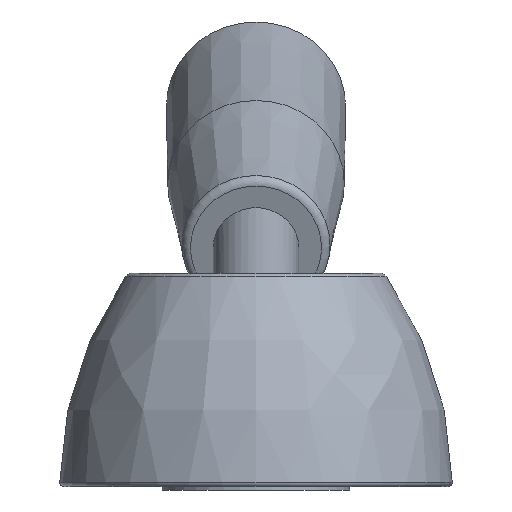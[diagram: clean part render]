
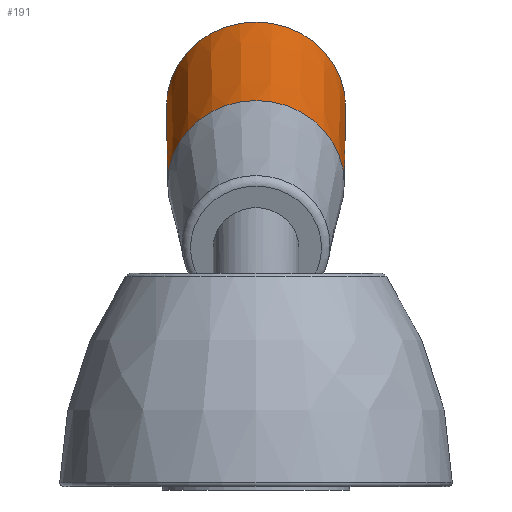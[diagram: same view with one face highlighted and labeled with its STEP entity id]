
A CAD part, front view. The second image highlights one B-rep face of the part: STEP entity #191.
In plain terms, the highlighted conical face has half-angle 0.307 degrees and reference radius 10.35 mm.
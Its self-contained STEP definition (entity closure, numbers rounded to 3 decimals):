
#191 = ADVANCED_FACE( '', ( #437, #438 ), #439, .T. );
#437 = FACE_OUTER_BOUND( '', #1426, .T. );
#438 = FACE_BOUND( '', #1427, .T. );
#439 = CONICAL_SURFACE( '', #1428, 10.35, 0.005 );
#1426 = EDGE_LOOP( '', ( #2211 ) );
#1427 = EDGE_LOOP( '', ( #2212 ) );
#1428 = AXIS2_PLACEMENT_3D( '', #2213, #2214, #2215 );
#2211 = ORIENTED_EDGE( '', *, *, #2567, .F. );
#2212 = ORIENTED_EDGE( '', *, *, #2648, .T. );
#2213 = CARTESIAN_POINT( '', ( 0., 78.513, 35.507 ) );
#2214 = DIRECTION( '', ( 0., 0.94, 0.342 ) );
#2215 = DIRECTION( '', ( 1., 0., 0. ) );
#2567 = EDGE_CURVE( '', #2831, #2831, #2832, .T. );
#2648 = EDGE_CURVE( '', #2952, #2952, #2953, .T. );
#2831 = VERTEX_POINT( '', #3614 );
#2832 = CIRCLE( '', #3615, 10.492 );
#2952 = VERTEX_POINT( '', #3833 );
#2953 = CIRCLE( '', #3834, 10.35 );
#3614 = CARTESIAN_POINT( '', ( 10.492, 103.415, 44.57 ) );
#3615 = AXIS2_PLACEMENT_3D( '', #4126, #4127, #4128 );
#3833 = CARTESIAN_POINT( '', ( 10.35, 78.513, 35.507 ) );
#3834 = AXIS2_PLACEMENT_3D( '', #4231, #4232, #4233 );
#4126 = CARTESIAN_POINT( '', ( 0., 103.415, 44.57 ) );
#4127 = DIRECTION( '', ( 0., 0.94, 0.342 ) );
#4128 = DIRECTION( '', ( 1., 0., 0. ) );
#4231 = CARTESIAN_POINT( '', ( 0., 78.513, 35.507 ) );
#4232 = DIRECTION( '', ( 0., 0.94, 0.342 ) );
#4233 = DIRECTION( '', ( 1., 0., 0. ) );
